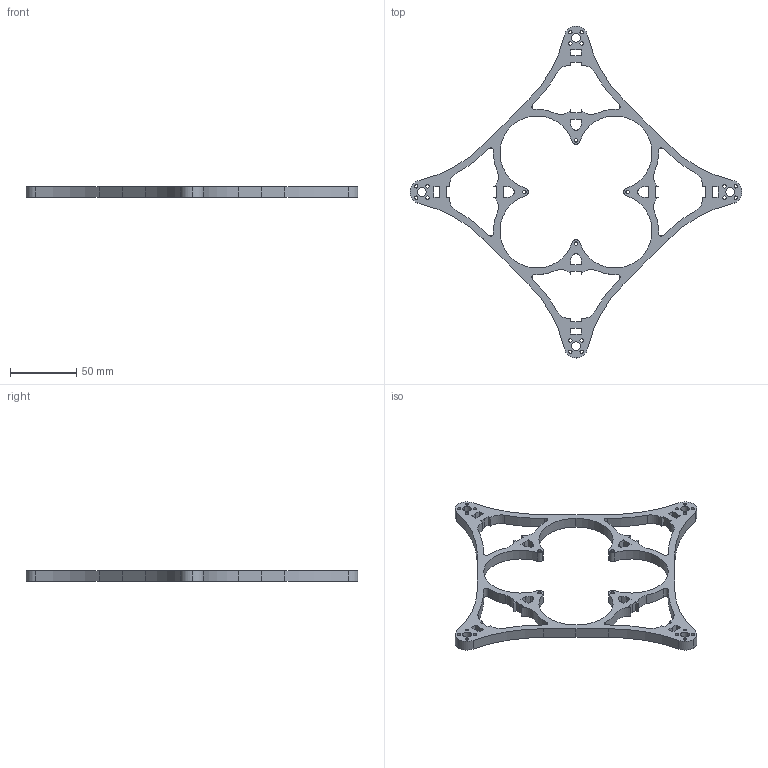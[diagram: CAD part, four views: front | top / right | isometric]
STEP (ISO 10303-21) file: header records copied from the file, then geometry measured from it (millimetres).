
FILE_DESCRIPTION(('CATIA V5 STEP Exchange'),'2;1');
FILE_NAME('Aufnahme_V7_Larix.stp','2016-06-16T08:38:45+00:00',('none'),('none'),'CATIA Version 5 Release 19 SP 9 (IN-10)','CATIA V5 STEP AP203','none');
FILE_SCHEMA(('CONFIG_CONTROL_DESIGN'));
Length unit declared in the file: millimetre
Products named in the file (1): Aufnahme_V7_Larix
Bounding box: 251 x 251 x 8 mm (x, y, z)
Volume: 57326.1 mm3; surface area: 33536.1 mm2
Topology: 1 solids, 1 shells, 214 faces, 636 edges, 424 vertices
Faces by surface type: cylinder 132, plane 82
Entity records: 6765 total; most frequent: ORIENTED_EDGE 1272, CARTESIAN_POINT 1186, DIRECTION 886, EDGE_CURVE 636, VERTEX_POINT 424, AXIS2_PLACEMENT_3D 390, VECTOR 372, LINE 372
